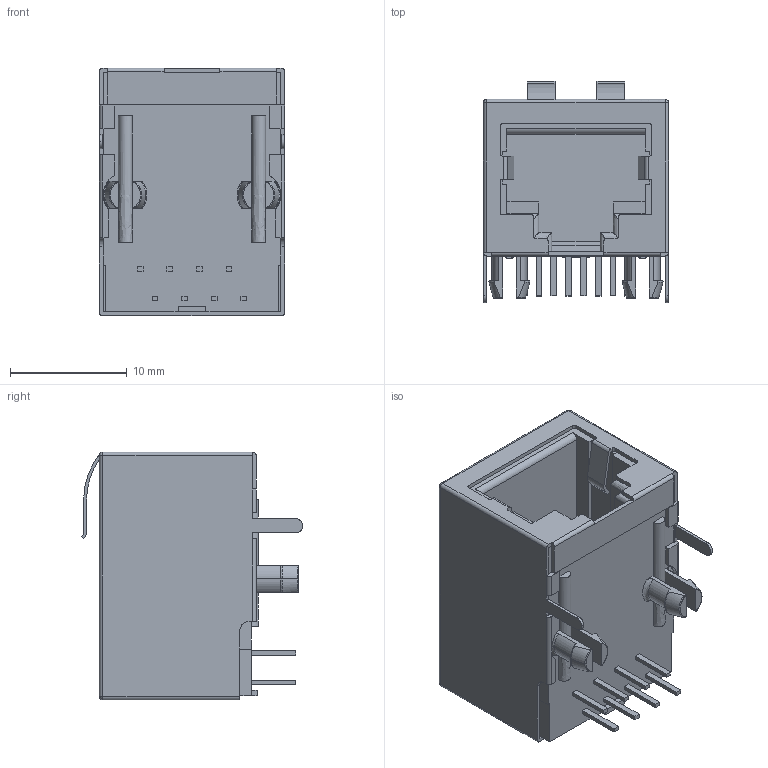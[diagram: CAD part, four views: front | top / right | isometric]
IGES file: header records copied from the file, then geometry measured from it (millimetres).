
Start section: SolidWorks IGES file using analytic representation for surfaces
Global section: file name: GSX-NS2-88-4.57_rA4.IGS; native system: SolidWorks 2012; preprocessor: SolidWorks 2012; author: William; date: 130122.082255; units: millimetre
Bounding box: 15.88 x 19 x 21.27 mm (x, y, z)
Surface area: 2668.7 mm2 (no closed solid volume)
Topology: 0 solids, 0 shells, 304 faces, 2290 edges, 2280 vertices
Faces by surface type: bspline 226, revolution 78
